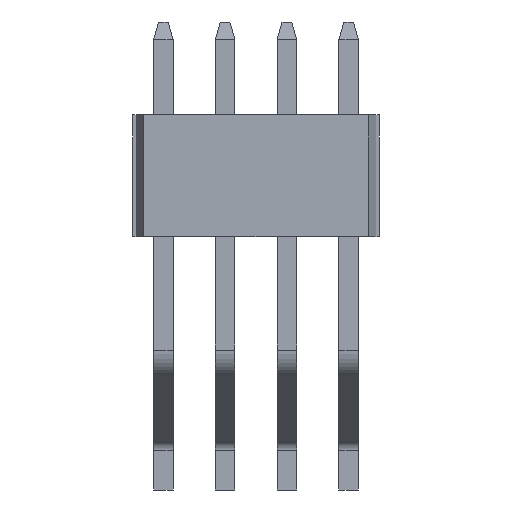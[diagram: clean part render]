
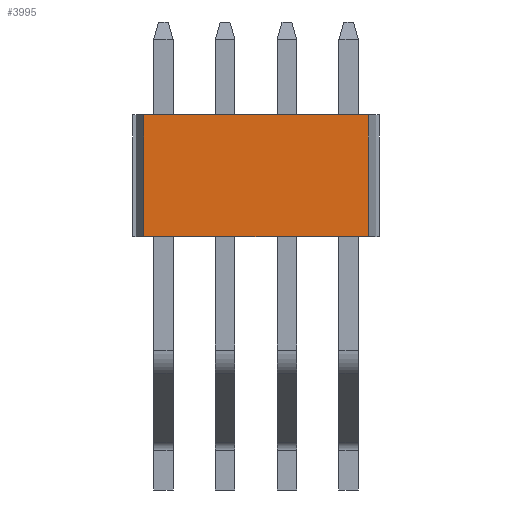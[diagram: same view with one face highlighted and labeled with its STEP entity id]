
A CAD part, front view. The second image highlights one B-rep face of the part: STEP entity #3995.
In plain terms, the highlighted planar face has unit normal (0, -1, 0).
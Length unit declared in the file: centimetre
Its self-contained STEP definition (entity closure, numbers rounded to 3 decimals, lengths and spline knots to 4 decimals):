
#345=FACE_OUTER_BOUND('',#585,.T.);
#585=EDGE_LOOP('',(#3464,#3465,#3466,#3467));
#1050=LINE('',#6408,#1534);
#1056=LINE('',#6432,#1540);
#1078=LINE('',#6476,#1562);
#1079=LINE('',#6477,#1563);
#1534=VECTOR('',#5270,0.251);
#1540=VECTOR('',#5298,0.462);
#1562=VECTOR('',#5322,0.462);
#1563=VECTOR('',#5323,0.251);
#1903=VERTEX_POINT('',#6404);
#1904=VERTEX_POINT('',#6406);
#1911=VERTEX_POINT('',#6431);
#1932=VERTEX_POINT('',#6475);
#2432=EDGE_CURVE('',#1904,#1903,#1050,.T.);
#2442=EDGE_CURVE('',#1903,#1911,#1056,.T.);
#2464=EDGE_CURVE('',#1904,#1932,#1078,.T.);
#2465=EDGE_CURVE('',#1932,#1911,#1079,.T.);
#3464=ORIENTED_EDGE('',*,*,#2464,.T.);
#3465=ORIENTED_EDGE('',*,*,#2465,.T.);
#3466=ORIENTED_EDGE('',*,*,#2442,.F.);
#3467=ORIENTED_EDGE('',*,*,#2432,.F.);
#3769=PLANE('',#4293);
#3995=ADVANCED_FACE('',(#345),#3769,.T.);
#4293=AXIS2_PLACEMENT_3D('',#6474,#5320,#5321);
#5270=DIRECTION('',(0.,0.,-1.));
#5298=DIRECTION('',(-1.,0.,0.));
#5320=DIRECTION('center_axis',(0.,-1.,0.));
#5321=DIRECTION('ref_axis',(0.,0.,1.));
#5322=DIRECTION('',(-1.,0.,0.));
#5323=DIRECTION('',(0.,0.,-1.));
#6404=CARTESIAN_POINT('',(0.8056,-0.1989,-0.4673));
#6406=CARTESIAN_POINT('',(0.8056,-0.1989,-0.2163));
#6408=CARTESIAN_POINT('',(0.8056,-0.1989,-0.2163));
#6431=CARTESIAN_POINT('',(0.3436,-0.1989,-0.4673));
#6432=CARTESIAN_POINT('',(0.9326,-0.1989,-0.4673));
#6474=CARTESIAN_POINT('Origin',(0.9326,-0.1989,-0.2163));
#6475=CARTESIAN_POINT('',(0.3436,-0.1989,-0.2163));
#6476=CARTESIAN_POINT('',(0.9326,-0.1989,-0.2163));
#6477=CARTESIAN_POINT('',(0.3436,-0.1989,-0.2163));
